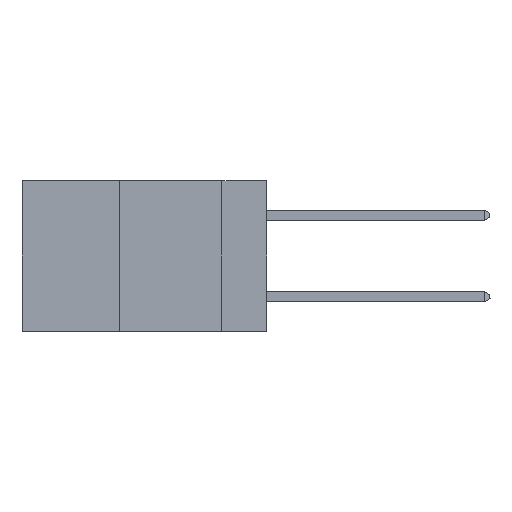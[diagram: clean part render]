
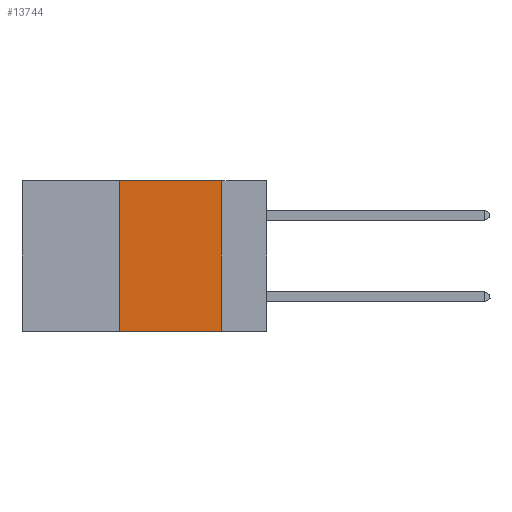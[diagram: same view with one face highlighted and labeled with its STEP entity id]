
A CAD part, left-side view. The second image highlights one B-rep face of the part: STEP entity #13744.
In plain terms, the highlighted planar face has unit normal (-1, 0, 0).
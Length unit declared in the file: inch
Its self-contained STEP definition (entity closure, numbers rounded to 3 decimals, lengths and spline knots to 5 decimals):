
#1888 = PLANE ( 'NONE',  #14777 ) ;
#2418 = DIRECTION ( 'NONE',  ( 1., 0., 0. ) ) ;
#3782 = DIRECTION ( 'NONE',  ( 0., 0., -1. ) ) ;
#4012 = DIRECTION ( 'NONE',  ( 0., -1., 0. ) ) ;
#6421 = VECTOR ( 'NONE', #26698, 39.37008 ) ;
#6524 = VECTOR ( 'NONE', #4012, 39.37008 ) ;
#7211 = EDGE_CURVE ( 'NONE', #8099, #16770, #18581, .T. ) ;
#8099 = VERTEX_POINT ( 'NONE', #12066 ) ;
#8388 = VERTEX_POINT ( 'NONE', #21717 ) ;
#9001 = CARTESIAN_POINT ( 'NONE',  ( 0., 0.11, 0. ) ) ;
#9033 = VECTOR ( 'NONE', #15021, 39.37008 ) ;
#9265 = VERTEX_POINT ( 'NONE', #9001 ) ;
#10494 = ORIENTED_EDGE ( 'NONE', *, *, #15251, .T. ) ;
#12066 = CARTESIAN_POINT ( 'NONE',  ( 0., 0.36, -0.37 ) ) ;
#12445 = EDGE_CURVE ( 'NONE', #16770, #9265, #19963, .T. ) ;
#12889 = CARTESIAN_POINT ( 'NONE',  ( 0., 0.6, 0. ) ) ;
#13744 = ADVANCED_FACE ( 'NONE', ( #16985 ), #1888, .F. ) ;
#14777 = AXIS2_PLACEMENT_3D ( 'NONE', #12889, #2418, #17199 ) ;
#14955 = LINE ( 'NONE', #20945, #9033 ) ;
#15021 = DIRECTION ( 'NONE',  ( 0., -1., 0. ) ) ;
#15251 = EDGE_CURVE ( 'NONE', #8099, #8388, #14955, .T. ) ;
#16770 = VERTEX_POINT ( 'NONE', #23648 ) ;
#16985 = FACE_OUTER_BOUND ( 'NONE', #17740, .T. ) ;
#17147 = LINE ( 'NONE', #24841, #21666 ) ;
#17199 = DIRECTION ( 'NONE',  ( 0., 0., -1. ) ) ;
#17575 = EDGE_CURVE ( 'NONE', #9265, #8388, #17147, .T. ) ;
#17665 = ORIENTED_EDGE ( 'NONE', *, *, #12445, .F. ) ;
#17740 = EDGE_LOOP ( 'NONE', ( #17963, #17665, #17965, #10494 ) ) ;
#17963 = ORIENTED_EDGE ( 'NONE', *, *, #17575, .F. ) ;
#17965 = ORIENTED_EDGE ( 'NONE', *, *, #7211, .F. ) ;
#18285 = CARTESIAN_POINT ( 'NONE',  ( 0., 0.36, 0. ) ) ;
#18581 = LINE ( 'NONE', #18285, #6421 ) ;
#18597 = CARTESIAN_POINT ( 'NONE',  ( 0., 0.6, 0. ) ) ;
#19963 = LINE ( 'NONE', #18597, #6524 ) ;
#20945 = CARTESIAN_POINT ( 'NONE',  ( 0., 0.6, -0.37 ) ) ;
#21666 = VECTOR ( 'NONE', #3782, 39.37008 ) ;
#21717 = CARTESIAN_POINT ( 'NONE',  ( 0., 0.11, -0.37 ) ) ;
#23648 = CARTESIAN_POINT ( 'NONE',  ( 0., 0.36, 0. ) ) ;
#24841 = CARTESIAN_POINT ( 'NONE',  ( 0., 0.11, 0. ) ) ;
#26698 = DIRECTION ( 'NONE',  ( 0., 0., 1. ) ) ;
